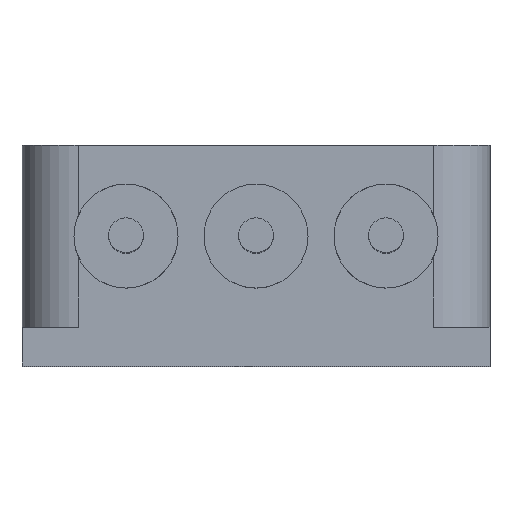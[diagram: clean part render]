
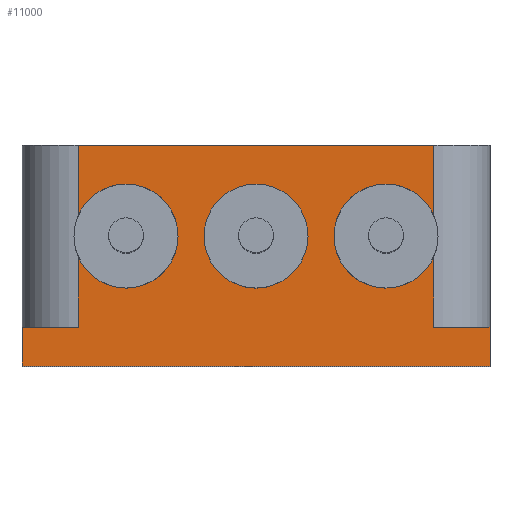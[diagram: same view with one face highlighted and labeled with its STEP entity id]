
A CAD part, top view. The second image highlights one B-rep face of the part: STEP entity #11000.
In plain terms, the highlighted planar face has unit normal (0, 0, 1).
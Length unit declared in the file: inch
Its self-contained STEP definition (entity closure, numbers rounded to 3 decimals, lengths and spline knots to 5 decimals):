
#25 = DIRECTION ( 'NONE',  ( 0., 0., 1. ) ) ;
#62 = EDGE_CURVE ( 'NONE', #9394, #7360, #1365, .T. ) ;
#101 = VERTEX_POINT ( 'NONE', #3608 ) ;
#170 = CARTESIAN_POINT ( 'NONE',  ( 0.15, 0.15, 0.27 ) ) ;
#191 = EDGE_CURVE ( 'NONE', #3436, #4981, #10934, .T. ) ;
#199 = AXIS2_PLACEMENT_3D ( 'NONE', #11644, #9931, #6112 ) ;
#331 = DIRECTION ( 'NONE',  ( 0., -1., 0. ) ) ;
#336 = EDGE_LOOP ( 'NONE', ( #11885, #2574, #4932, #2872, #9295, #10055, #1542, #8815, #7486, #7283, #6591, #4423, #7753, #654 ) ) ;
#472 = DIRECTION ( 'NONE',  ( 0., -1., 0. ) ) ;
#654 = ORIENTED_EDGE ( 'NONE', *, *, #2296, .F. ) ;
#665 = CARTESIAN_POINT ( 'NONE',  ( -0.205, 0.12602, 0.27 ) ) ;
#786 = CARTESIAN_POINT ( 'NONE',  ( -0.205, 0.255, 0.27 ) ) ;
#862 = VECTOR ( 'NONE', #472, 39.37008 ) ;
#1120 = DIRECTION ( 'NONE',  ( 1., 0., 0. ) ) ;
#1266 = CARTESIAN_POINT ( 'NONE',  ( -0.205, 0.17398, 0.27 ) ) ;
#1268 = VERTEX_POINT ( 'NONE', #3451 ) ;
#1321 = CARTESIAN_POINT ( 'NONE',  ( 0.205, 0.255, 0.27 ) ) ;
#1365 = LINE ( 'NONE', #7068, #3849 ) ;
#1509 = DIRECTION ( 'NONE',  ( 1., 0., 0. ) ) ;
#1542 = ORIENTED_EDGE ( 'NONE', *, *, #5047, .T. ) ;
#1726 = LINE ( 'NONE', #1321, #5349 ) ;
#1902 = VERTEX_POINT ( 'NONE', #8733 ) ;
#1965 = VERTEX_POINT ( 'NONE', #6996 ) ;
#2019 = DIRECTION ( 'NONE',  ( 0., -1., 0. ) ) ;
#2065 = CARTESIAN_POINT ( 'NONE',  ( 0.205, 0.17398, 0.27 ) ) ;
#2133 = VERTEX_POINT ( 'NONE', #665 ) ;
#2296 = EDGE_CURVE ( 'NONE', #101, #1268, #6221, .T. ) ;
#2435 = EDGE_CURVE ( 'NONE', #1268, #1965, #1726, .T. ) ;
#2530 = DIRECTION ( 'NONE',  ( 1., 0., 0. ) ) ;
#2573 = AXIS2_PLACEMENT_3D ( 'NONE', #2678, #25, #11053 ) ;
#2574 = ORIENTED_EDGE ( 'NONE', *, *, #8734, .F. ) ;
#2678 = CARTESIAN_POINT ( 'NONE',  ( 0., 0.15, 0.27 ) ) ;
#2767 = VECTOR ( 'NONE', #4389, 39.37008 ) ;
#2863 = CIRCLE ( 'NONE', #7053, 0.06 ) ;
#2872 = ORIENTED_EDGE ( 'NONE', *, *, #4813, .T. ) ;
#3204 = CARTESIAN_POINT ( 'NONE',  ( -0.205, 0.255, 0.27 ) ) ;
#3436 = VERTEX_POINT ( 'NONE', #786 ) ;
#3451 = CARTESIAN_POINT ( 'NONE',  ( 0.205, 0.12602, 0.27 ) ) ;
#3510 = FACE_BOUND ( 'NONE', #8244, .T. ) ;
#3608 = CARTESIAN_POINT ( 'NONE',  ( 0.09, 0.15, 0.27 ) ) ;
#3670 = AXIS2_PLACEMENT_3D ( 'NONE', #11350, #5814, #6732 ) ;
#3753 = CARTESIAN_POINT ( 'NONE',  ( -0.205, 0.045, 0.27 ) ) ;
#3774 = DIRECTION ( 'NONE',  ( 1., 0., 0. ) ) ;
#3817 = AXIS2_PLACEMENT_3D ( 'NONE', #170, #8481, #3774 ) ;
#3826 = CARTESIAN_POINT ( 'NONE',  ( -0.205, 0.255, 0.27 ) ) ;
#3849 = VECTOR ( 'NONE', #2530, 39.37008 ) ;
#3971 = EDGE_CURVE ( 'NONE', #1902, #8272, #2863, .T. ) ;
#3987 = AXIS2_PLACEMENT_3D ( 'NONE', #7173, #4313, #1509 ) ;
#4313 = DIRECTION ( 'NONE',  ( 0., 0., 1. ) ) ;
#4389 = DIRECTION ( 'NONE',  ( 0., -1., 0. ) ) ;
#4423 = ORIENTED_EDGE ( 'NONE', *, *, #7232, .F. ) ;
#4472 = CIRCLE ( 'NONE', #3670, 0.06 ) ;
#4556 = DIRECTION ( 'NONE',  ( 0., 0., 1. ) ) ;
#4671 = EDGE_CURVE ( 'NONE', #8272, #1902, #10375, .T. ) ;
#4813 = EDGE_CURVE ( 'NONE', #3436, #6160, #7338, .T. ) ;
#4923 = CARTESIAN_POINT ( 'NONE',  ( 0.205, 0.255, 0.27 ) ) ;
#4932 = ORIENTED_EDGE ( 'NONE', *, *, #191, .F. ) ;
#4981 = VERTEX_POINT ( 'NONE', #8732 ) ;
#5047 = EDGE_CURVE ( 'NONE', #2133, #7360, #8615, .T. ) ;
#5159 = VECTOR ( 'NONE', #2019, 39.37008 ) ;
#5186 = LINE ( 'NONE', #4923, #5484 ) ;
#5275 = CARTESIAN_POINT ( 'NONE',  ( 0.27, 0.045, 0.27 ) ) ;
#5331 = CIRCLE ( 'NONE', #7287, 0.06 ) ;
#5349 = VECTOR ( 'NONE', #331, 39.37008 ) ;
#5462 = CARTESIAN_POINT ( 'NONE',  ( -0.15, 0.15, 0.27 ) ) ;
#5484 = VECTOR ( 'NONE', #8590, 39.37008 ) ;
#5814 = DIRECTION ( 'NONE',  ( 0., 0., 1. ) ) ;
#5863 = VECTOR ( 'NONE', #6836, 39.37008 ) ;
#5932 = LINE ( 'NONE', #11025, #9576 ) ;
#6009 = VERTEX_POINT ( 'NONE', #6432 ) ;
#6112 = DIRECTION ( 'NONE',  ( 0., -1., 0. ) ) ;
#6160 = VERTEX_POINT ( 'NONE', #1266 ) ;
#6221 = CIRCLE ( 'NONE', #3817, 0.06 ) ;
#6225 = EDGE_CURVE ( 'NONE', #9394, #6009, #6388, .T. ) ;
#6270 = EDGE_CURVE ( 'NONE', #7383, #101, #10706, .T. ) ;
#6355 = DIRECTION ( 'NONE',  ( 0., 0., 1. ) ) ;
#6388 = LINE ( 'NONE', #10614, #862 ) ;
#6432 = CARTESIAN_POINT ( 'NONE',  ( -0.27, 0., 0.27 ) ) ;
#6563 = CARTESIAN_POINT ( 'NONE',  ( -0.27, 0., 0.27 ) ) ;
#6591 = ORIENTED_EDGE ( 'NONE', *, *, #6956, .F. ) ;
#6732 = DIRECTION ( 'NONE',  ( 1., 0., 0. ) ) ;
#6783 = LINE ( 'NONE', #6563, #9269 ) ;
#6836 = DIRECTION ( 'NONE',  ( 0., -1., 0. ) ) ;
#6956 = EDGE_CURVE ( 'NONE', #7168, #7671, #7668, .T. ) ;
#6996 = CARTESIAN_POINT ( 'NONE',  ( 0.205, 0.045, 0.27 ) ) ;
#7053 = AXIS2_PLACEMENT_3D ( 'NONE', #8221, #4556, #7266 ) ;
#7068 = CARTESIAN_POINT ( 'NONE',  ( -0.27, 0.045, 0.27 ) ) ;
#7168 = VERTEX_POINT ( 'NONE', #7929 ) ;
#7173 = CARTESIAN_POINT ( 'NONE',  ( 0.15, 0.15, 0.27 ) ) ;
#7232 = EDGE_CURVE ( 'NONE', #1965, #7168, #5932, .T. ) ;
#7266 = DIRECTION ( 'NONE',  ( -1., 0., 0. ) ) ;
#7283 = ORIENTED_EDGE ( 'NONE', *, *, #7810, .T. ) ;
#7287 = AXIS2_PLACEMENT_3D ( 'NONE', #5462, #6355, #11848 ) ;
#7317 = DIRECTION ( 'NONE',  ( 1., 0., 0. ) ) ;
#7338 = LINE ( 'NONE', #3826, #5159 ) ;
#7360 = VERTEX_POINT ( 'NONE', #3753 ) ;
#7383 = VERTEX_POINT ( 'NONE', #2065 ) ;
#7486 = ORIENTED_EDGE ( 'NONE', *, *, #6225, .T. ) ;
#7668 = LINE ( 'NONE', #5275, #2767 ) ;
#7671 = VERTEX_POINT ( 'NONE', #10969 ) ;
#7753 = ORIENTED_EDGE ( 'NONE', *, *, #2435, .F. ) ;
#7810 = EDGE_CURVE ( 'NONE', #6009, #7671, #6783, .T. ) ;
#7929 = CARTESIAN_POINT ( 'NONE',  ( 0.27, 0.045, 0.27 ) ) ;
#8028 = PLANE ( 'NONE',  #199 ) ;
#8221 = CARTESIAN_POINT ( 'NONE',  ( 0., 0.15, 0.27 ) ) ;
#8244 = EDGE_LOOP ( 'NONE', ( #8394, #10428 ) ) ;
#8272 = VERTEX_POINT ( 'NONE', #8522 ) ;
#8394 = ORIENTED_EDGE ( 'NONE', *, *, #3971, .F. ) ;
#8481 = DIRECTION ( 'NONE',  ( 0., 0., 1. ) ) ;
#8522 = CARTESIAN_POINT ( 'NONE',  ( 0.06, 0.15, 0.27 ) ) ;
#8590 = DIRECTION ( 'NONE',  ( 0., -1., 0. ) ) ;
#8615 = LINE ( 'NONE', #3204, #5863 ) ;
#8732 = CARTESIAN_POINT ( 'NONE',  ( 0.205, 0.255, 0.27 ) ) ;
#8733 = CARTESIAN_POINT ( 'NONE',  ( -0.06, 0.15, 0.27 ) ) ;
#8734 = EDGE_CURVE ( 'NONE', #4981, #7383, #5186, .T. ) ;
#8753 = CARTESIAN_POINT ( 'NONE',  ( -0.27, 0.045, 0.27 ) ) ;
#8815 = ORIENTED_EDGE ( 'NONE', *, *, #62, .F. ) ;
#9020 = VERTEX_POINT ( 'NONE', #11987 ) ;
#9097 = DIRECTION ( 'NONE',  ( 1., 0., 0. ) ) ;
#9226 = EDGE_CURVE ( 'NONE', #9020, #6160, #5331, .T. ) ;
#9269 = VECTOR ( 'NONE', #1120, 39.37008 ) ;
#9295 = ORIENTED_EDGE ( 'NONE', *, *, #9226, .F. ) ;
#9394 = VERTEX_POINT ( 'NONE', #8753 ) ;
#9576 = VECTOR ( 'NONE', #9097, 39.37008 ) ;
#9775 = VECTOR ( 'NONE', #7317, 39.37008 ) ;
#9931 = DIRECTION ( 'NONE',  ( 0., 0., -1. ) ) ;
#10055 = ORIENTED_EDGE ( 'NONE', *, *, #11729, .F. ) ;
#10375 = CIRCLE ( 'NONE', #2573, 0.06 ) ;
#10428 = ORIENTED_EDGE ( 'NONE', *, *, #4671, .F. ) ;
#10614 = CARTESIAN_POINT ( 'NONE',  ( -0.27, 0.045, 0.27 ) ) ;
#10706 = CIRCLE ( 'NONE', #3987, 0.06 ) ;
#10934 = LINE ( 'NONE', #11843, #9775 ) ;
#10969 = CARTESIAN_POINT ( 'NONE',  ( 0.27, 0., 0.27 ) ) ;
#11000 = ADVANCED_FACE ( 'NONE', ( #11166, #3510 ), #8028, .F. ) ;
#11025 = CARTESIAN_POINT ( 'NONE',  ( -0.27, 0.045, 0.27 ) ) ;
#11053 = DIRECTION ( 'NONE',  ( -1., 0., 0. ) ) ;
#11166 = FACE_OUTER_BOUND ( 'NONE', #336, .T. ) ;
#11350 = CARTESIAN_POINT ( 'NONE',  ( -0.15, 0.15, 0.27 ) ) ;
#11644 = CARTESIAN_POINT ( 'NONE',  ( -0.27, 0.045, 0.27 ) ) ;
#11729 = EDGE_CURVE ( 'NONE', #2133, #9020, #4472, .T. ) ;
#11843 = CARTESIAN_POINT ( 'NONE',  ( -0.205, 0.255, 0.27 ) ) ;
#11848 = DIRECTION ( 'NONE',  ( 1., 0., 0. ) ) ;
#11885 = ORIENTED_EDGE ( 'NONE', *, *, #6270, .F. ) ;
#11987 = CARTESIAN_POINT ( 'NONE',  ( -0.09, 0.15, 0.27 ) ) ;
